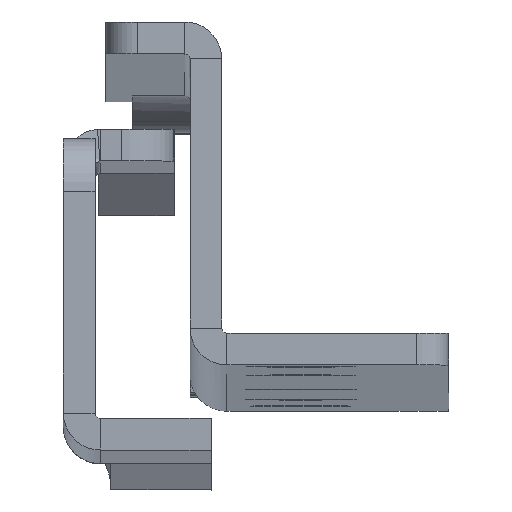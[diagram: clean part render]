
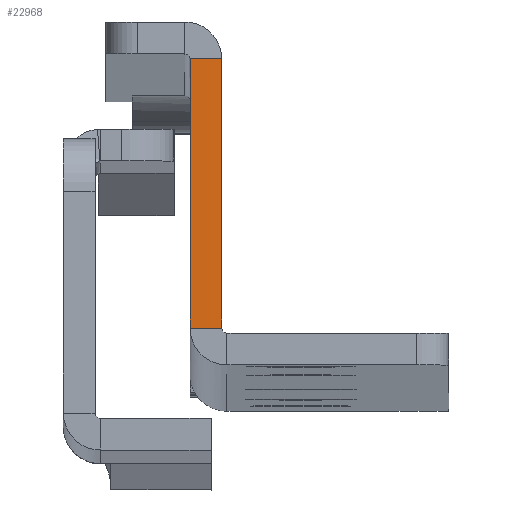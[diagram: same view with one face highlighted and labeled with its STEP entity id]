
A CAD part, top view. The second image highlights one B-rep face of the part: STEP entity #22968.
In plain terms, the highlighted face is planar.
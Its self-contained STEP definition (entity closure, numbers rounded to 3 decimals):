
#39 = CARTESIAN_POINT ( 'NONE',  ( 0., -6., 750. ) ) ;
#1294 = EDGE_CURVE ( 'NONE', #39689, #18716, #39266, .T. ) ;
#1296 = CARTESIAN_POINT ( 'NONE',  ( 0., 19.5, 750. ) ) ;
#5027 = LINE ( 'NONE', #18950, #20219 ) ;
#5096 = ORIENTED_EDGE ( 'NONE', *, *, #17081, .T. ) ;
#5423 = CARTESIAN_POINT ( 'NONE',  ( 0., 19.5, 750. ) ) ;
#6867 = DIRECTION ( 'NONE',  ( 1., 0., 0. ) ) ;
#7148 = CARTESIAN_POINT ( 'NONE',  ( 3., -6., 750. ) ) ;
#11827 = PLANE ( 'NONE',  #21794 ) ;
#12950 = EDGE_LOOP ( 'NONE', ( #36959, #36532, #15922, #5096 ) ) ;
#13631 = VECTOR ( 'NONE', #25934, 1000. ) ;
#14354 = CARTESIAN_POINT ( 'NONE',  ( 3., 19.5, 750. ) ) ;
#15922 = ORIENTED_EDGE ( 'NONE', *, *, #21932, .T. ) ;
#17081 = EDGE_CURVE ( 'NONE', #32074, #39689, #29035, .T. ) ;
#18517 = DIRECTION ( 'NONE',  ( 0., 1., 0. ) ) ;
#18716 = VERTEX_POINT ( 'NONE', #33952 ) ;
#18950 = CARTESIAN_POINT ( 'NONE',  ( 3., -29., 750. ) ) ;
#19205 = CARTESIAN_POINT ( 'NONE',  ( 0., -29., 750. ) ) ;
#19784 = VECTOR ( 'NONE', #6867, 1000. ) ;
#20219 = VECTOR ( 'NONE', #18517, 1000. ) ;
#21794 = AXIS2_PLACEMENT_3D ( 'NONE', #32319, #31660, #28370 ) ;
#21932 = EDGE_CURVE ( 'NONE', #41433, #32074, #5027, .T. ) ;
#22968 = ADVANCED_FACE ( 'NONE', ( #34760 ), #11827, .F. ) ;
#25354 = DIRECTION ( 'NONE',  ( 0., -1., 0. ) ) ;
#25727 = EDGE_CURVE ( 'NONE', #18716, #41433, #36889, .T. ) ;
#25934 = DIRECTION ( 'NONE',  ( -1., 0., 0. ) ) ;
#28370 = DIRECTION ( 'NONE',  ( -1., 0., 0. ) ) ;
#29035 = LINE ( 'NONE', #5423, #13631 ) ;
#31660 = DIRECTION ( 'NONE',  ( 0., 0., -1. ) ) ;
#32074 = VERTEX_POINT ( 'NONE', #14354 ) ;
#32319 = CARTESIAN_POINT ( 'NONE',  ( 0., 29., 750. ) ) ;
#33952 = CARTESIAN_POINT ( 'NONE',  ( 0., -6., 750. ) ) ;
#34071 = VECTOR ( 'NONE', #25354, 1000. ) ;
#34760 = FACE_OUTER_BOUND ( 'NONE', #12950, .T. ) ;
#36532 = ORIENTED_EDGE ( 'NONE', *, *, #25727, .T. ) ;
#36889 = LINE ( 'NONE', #39, #19784 ) ;
#36959 = ORIENTED_EDGE ( 'NONE', *, *, #1294, .T. ) ;
#39266 = LINE ( 'NONE', #19205, #34071 ) ;
#39689 = VERTEX_POINT ( 'NONE', #1296 ) ;
#41433 = VERTEX_POINT ( 'NONE', #7148 ) ;
